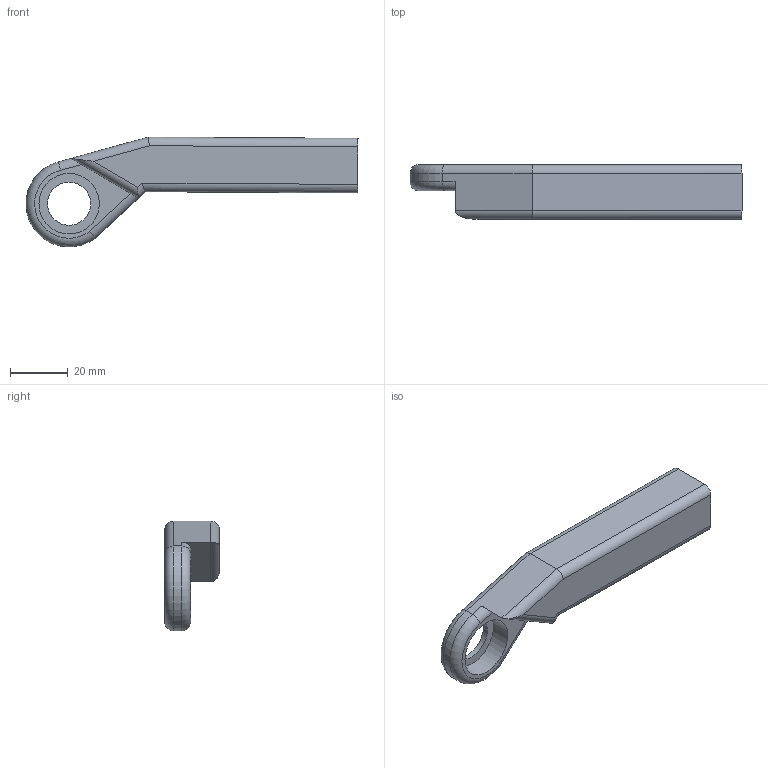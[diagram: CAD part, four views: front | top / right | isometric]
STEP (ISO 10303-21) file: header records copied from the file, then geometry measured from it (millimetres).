
FILE_DESCRIPTION(('FreeCAD Model'),'2;1');
FILE_NAME('Pied hauban droit.step', '2020-09-14T11:34:24',('Author'),(''), 'Open CASCADE STEP processor 7.3','FreeCAD','Unknown');
FILE_SCHEMA(('AUTOMOTIVE_DESIGN { 1 0 10303 214 1 1 1 1 }'));
Length unit declared in the file: millimetre
Products named in the file (1): Fillet243
Bounding box: 115.4 x 19 x 38.15 mm (x, y, z)
Volume: 35206.3 mm3; surface area: 9133.7 mm2
Topology: 1 solids, 1 shells, 26 faces, 61 edges, 38 vertices
Faces by surface type: cylinder 14, plane 10, torus 2
Full cylindrical faces by diameter (mm): 15 x1, 21 x1
Entity records: 1757 total; most frequent: CARTESIAN_POINT 518, DIRECTION 225, ORIENTED_EDGE 122, PCURVE 122, DEFINITIONAL_REPRESENTATION 122, LINE 121, VECTOR 121, EDGE_CURVE 61
